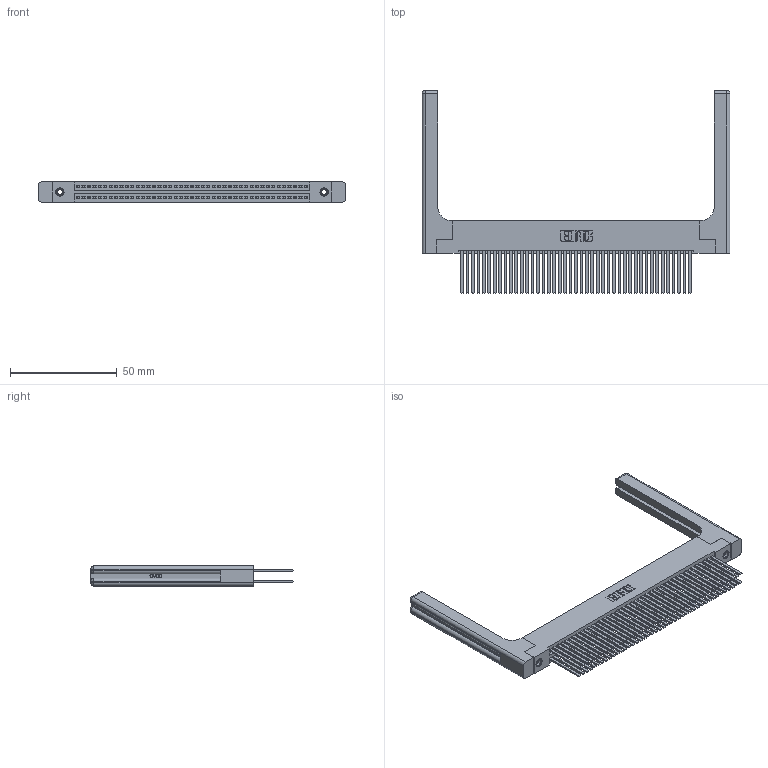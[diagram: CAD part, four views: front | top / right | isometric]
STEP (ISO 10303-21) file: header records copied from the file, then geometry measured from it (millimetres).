
FILE_DESCRIPTION (( 'STEP AP203' ), '1' );
FILE_NAME ('395-086-544-258.STEP', '2019-10-25T12:04:20', ( '' ), ( '' ), 'SwSTEP 2.0', 'SolidWorks 2016', '' );
FILE_SCHEMA (( 'CONFIG_CONTROL_DESIGN' ));
Length unit declared in the file: inch
Products named in the file (5): 345 Part_Flush Mounting Lugs - 0.156 Dia-TH; 345-292-001_345-293-144; 345-250-001_345-250-001-102; 345-220-058_345-220-058; 395-086-544-258
Assembly tree (91 placements, depth 2):
  395-086-544-258
    345 Part_Flush Mounting Lugs - 0.156 Dia-TH
    345-292-001_345-293-144  x86
    345-250-001_345-250-001-102  x2
    345-220-058_345-220-058  x2
Bounding box: 144.25 x 94.92 x 9.4 mm (x, y, z)
Volume: 23702.2 mm3; surface area: 31119.8 mm2
Topology: 91 solids, 91 shells, 4166 faces, 12273 edges, 8046 vertices
Faces by surface type: plane 2722, cylinder 1384, bspline 36, cone 12, sphere 8, torus 4
Entity records: 38602 total; most frequent: CARTESIAN_POINT 7461, ORIENTED_EDGE 6192, DIRECTION 5508, EDGE_CURVE 3096, LINE 2704, VECTOR 2704, VERTEX_POINT 2054, AXIS2_PLACEMENT_3D 1402
